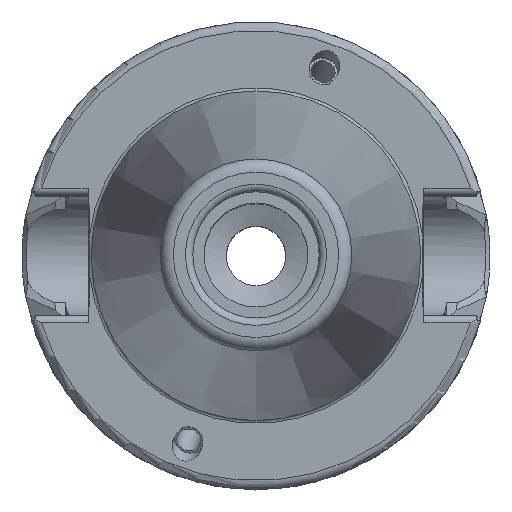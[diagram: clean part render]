
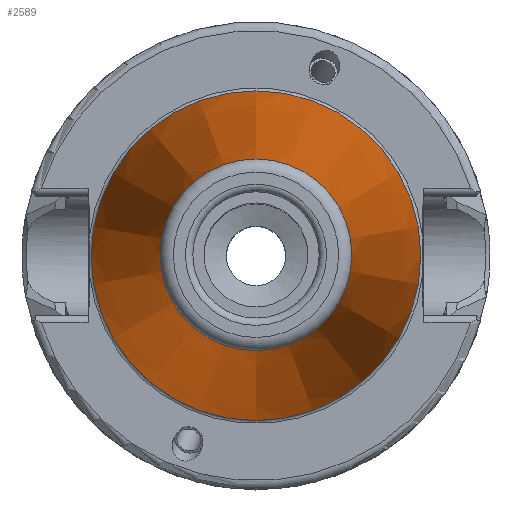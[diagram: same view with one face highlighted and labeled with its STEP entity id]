
A CAD part, top view. The second image highlights one B-rep face of the part: STEP entity #2589.
In plain terms, the highlighted conical face has half-angle 8.297 degrees and reference radius 17.554 mm.
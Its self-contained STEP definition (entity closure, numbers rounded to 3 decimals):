
#430=FACE_OUTER_BOUND('',#595,.T.);
#595=EDGE_LOOP('',(#2424,#2425,#2426,#2427,#2428));
#690=CIRCLE('',#2853,12.912);
#691=CIRCLE('',#2854,12.912);
#713=CIRCLE('',#2893,22.196);
#857=LINE('',#5383,#1001);
#1001=VECTOR('',#3604,17.554);
#1239=VERTEX_POINT('',#5312);
#1240=VERTEX_POINT('',#5314);
#1258=VERTEX_POINT('',#5379);
#1616=EDGE_CURVE('',#1239,#1240,#690,.T.);
#1617=EDGE_CURVE('',#1240,#1239,#691,.T.);
#1646=EDGE_CURVE('',#1258,#1258,#713,.T.);
#1648=EDGE_CURVE('',#1240,#1258,#857,.T.);
#2424=ORIENTED_EDGE('',*,*,#1617,.F.);
#2425=ORIENTED_EDGE('',*,*,#1648,.T.);
#2426=ORIENTED_EDGE('',*,*,#1646,.T.);
#2427=ORIENTED_EDGE('',*,*,#1648,.F.);
#2428=ORIENTED_EDGE('',*,*,#1616,.F.);
#2447=CONICAL_SURFACE('',#2894,17.554,0.145);
#2589=ADVANCED_FACE('',(#430),#2447,.T.);
#2853=AXIS2_PLACEMENT_3D('',#5315,#3512,#3513);
#2854=AXIS2_PLACEMENT_3D('',#5316,#3514,#3515);
#2893=AXIS2_PLACEMENT_3D('',#5380,#3599,#3600);
#2894=AXIS2_PLACEMENT_3D('',#5382,#3602,#3603);
#3512=DIRECTION('center_axis',(0.,0.,1.));
#3513=DIRECTION('ref_axis',(1.,0.,0.));
#3514=DIRECTION('center_axis',(0.,0.,1.));
#3515=DIRECTION('ref_axis',(1.,0.,0.));
#3599=DIRECTION('center_axis',(0.,0.,1.));
#3600=DIRECTION('ref_axis',(1.,0.,0.));
#3602=DIRECTION('center_axis',(0.,0.,-1.));
#3603=DIRECTION('ref_axis',(0.,-1.,0.));
#3604=DIRECTION('',(0.,0.144,-0.99));
#5312=CARTESIAN_POINT('',(12.912,0.,63.86));
#5314=CARTESIAN_POINT('',(0.,12.912,63.86));
#5315=CARTESIAN_POINT('Origin',(0.,0.,63.86));
#5316=CARTESIAN_POINT('Origin',(0.,0.,63.86));
#5379=CARTESIAN_POINT('',(0.,22.196,0.2));
#5380=CARTESIAN_POINT('Origin',(0.,0.,0.2));
#5382=CARTESIAN_POINT('Origin',(0.,0.,32.03));
#5383=CARTESIAN_POINT('',(0.,17.554,32.03));
